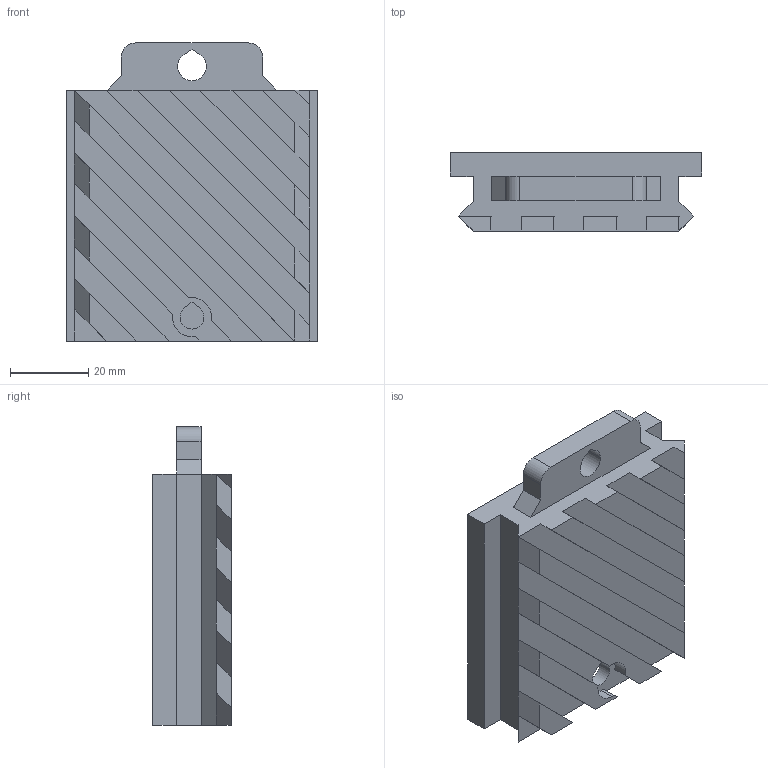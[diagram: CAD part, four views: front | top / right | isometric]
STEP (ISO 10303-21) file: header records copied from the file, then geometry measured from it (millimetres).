
FILE_DESCRIPTION (( 'STEP AP214' ), '1' );
FILE_NAME ('BaseMount.STEP', '2025-07-25T20:34:05', ( '' ), ( '' ), 'SwSTEP 2.0', 'SolidWorks 2024', '' );
FILE_SCHEMA (( 'AUTOMOTIVE_DESIGN' ));
Length unit declared in the file: millimetre
Products named in the file (1): BaseMount
Bounding box: 64 x 20 x 76 mm (x, y, z)
Volume: 63459.9 mm3; surface area: 18407.4 mm2
Topology: 1 solids, 1 shells, 84 faces, 221 edges, 141 vertices
Faces by surface type: plane 73, cylinder 11
Entity records: 2566 total; most frequent: CARTESIAN_POINT 447, ORIENTED_EDGE 442, DIRECTION 413, EDGE_CURVE 221, VECTOR 199, LINE 199, VERTEX_POINT 141, AXIS2_PLACEMENT_3D 107
